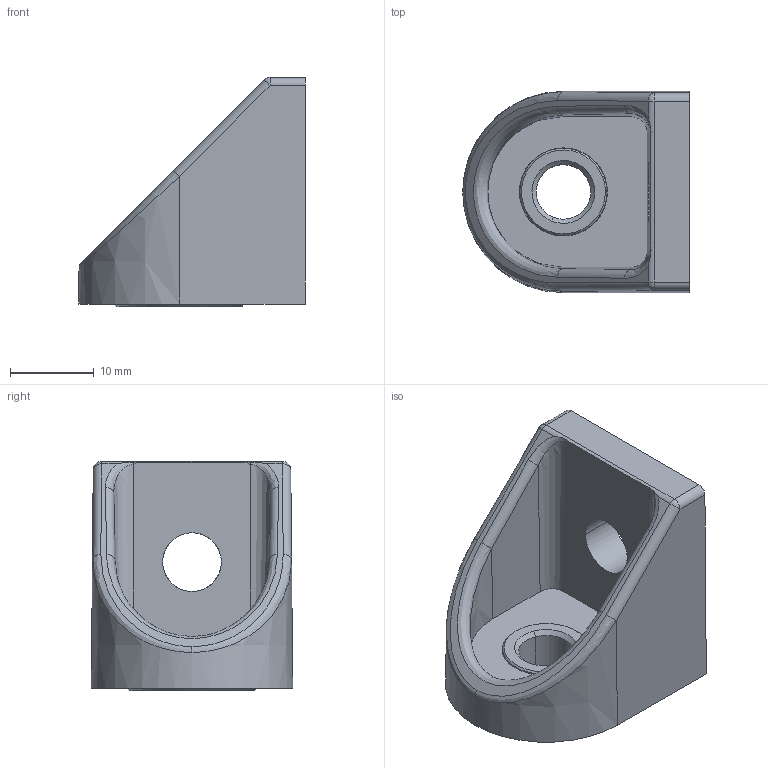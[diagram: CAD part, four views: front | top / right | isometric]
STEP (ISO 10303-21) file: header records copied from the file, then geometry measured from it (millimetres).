
FILE_DESCRIPTION (( 'STEP AP214' ), '1' );
FILE_NAME ('093wg301r.STEP', '2014-08-19T13:44:44', ( '' ), ( '' ), 'SwSTEP 2.0', 'SolidWorks 2014', '' );
FILE_SCHEMA (( 'AUTOMOTIVE_DESIGN' ));
Length unit declared in the file: millimetre
Products named in the file (3): 093wg301-02_Standard; 093wg301-01r_093 wg 301.01b; 093wg301r
Assembly tree (2 placements, depth 2):
  093wg301r
    093wg301-01r_093 wg 301.01b
    093wg301-02_Standard
Bounding box: 27 x 24 x 27.3 mm (x, y, z)
Volume: 6522 mm3; surface area: 4349 mm2
Topology: 2 solids, 2 shells, 56 faces, 126 edges, 76 vertices
Faces by surface type: cylinder 19, cone 14, plane 14, bspline 7, sphere 2
Entity records: 2011 total; most frequent: CARTESIAN_POINT 672, DIRECTION 269, ORIENTED_EDGE 252, EDGE_CURVE 126, AXIS2_PLACEMENT_3D 107, VERTEX_POINT 76, EDGE_LOOP 64, FACE_OUTER_BOUND 56
